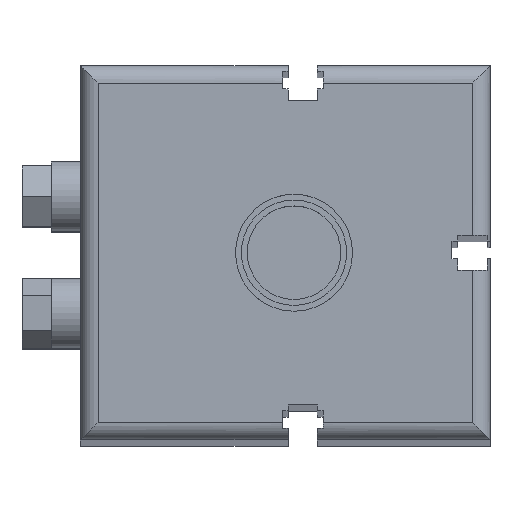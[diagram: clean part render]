
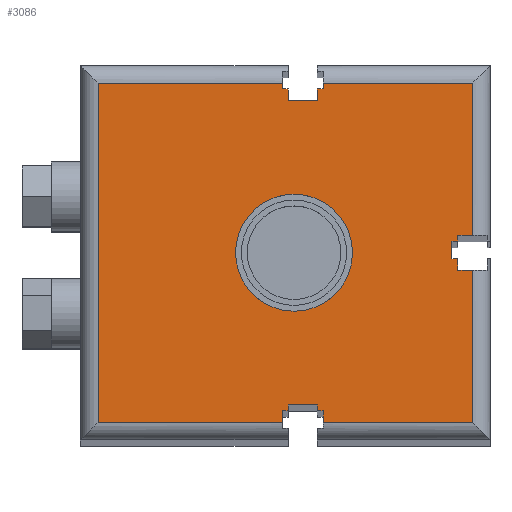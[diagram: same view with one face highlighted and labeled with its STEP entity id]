
A CAD part, top view. The second image highlights one B-rep face of the part: STEP entity #3086.
In plain terms, the highlighted planar face has unit normal (0, 0, 1).
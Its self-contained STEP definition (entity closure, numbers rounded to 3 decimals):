
#56=DIRECTION('',(0.,-1.,0.));
#57=VECTOR('',#56,1.);
#58=CARTESIAN_POINT('',(-2.5,-26.,0.));
#59=LINE('',#58,#57);
#64=DIRECTION('',(-1.,0.,0.));
#65=VECTOR('',#64,1.);
#66=CARTESIAN_POINT('',(-2.5,-27.,0.));
#67=LINE('',#66,#65);
#71=DIRECTION('',(0.,-1.,0.));
#72=VECTOR('',#71,2.);
#73=CARTESIAN_POINT('',(-3.5,-27.,0.));
#74=LINE('',#73,#72);
#78=DIRECTION('',(1.,0.,0.));
#79=VECTOR('',#78,31.5);
#80=CARTESIAN_POINT('',(-35.,-29.,0.));
#81=LINE('',#80,#79);
#85=DIRECTION('',(0.,-1.,0.));
#86=VECTOR('',#85,58.);
#87=CARTESIAN_POINT('',(-35.,29.,0.));
#88=LINE('',#87,#86);
#92=DIRECTION('',(-1.,0.,0.));
#93=VECTOR('',#92,31.5);
#94=CARTESIAN_POINT('',(-3.5,29.,0.));
#95=LINE('',#94,#93);
#99=DIRECTION('',(0.,-1.,0.));
#100=VECTOR('',#99,1.);
#101=CARTESIAN_POINT('',(-3.5,29.,0.));
#102=LINE('',#101,#100);
#106=DIRECTION('',(1.,0.,0.));
#107=VECTOR('',#106,1.);
#108=CARTESIAN_POINT('',(-3.5,28.,0.));
#109=LINE('',#108,#107);
#113=DIRECTION('',(1.,0.,0.));
#114=VECTOR('',#113,1.);
#115=CARTESIAN_POINT('',(2.5,28.,0.));
#116=LINE('',#115,#114);
#120=DIRECTION('',(0.,1.,0.));
#121=VECTOR('',#120,1.);
#122=CARTESIAN_POINT('',(3.5,28.,0.));
#123=LINE('',#122,#121);
#127=DIRECTION('',(-1.,0.,0.));
#128=VECTOR('',#127,25.5);
#129=CARTESIAN_POINT('',(29.,29.,0.));
#130=LINE('',#129,#128);
#134=DIRECTION('',(0.,1.,0.));
#135=VECTOR('',#134,26.);
#136=CARTESIAN_POINT('',(29.,3.,0.));
#137=LINE('',#136,#135);
#141=DIRECTION('',(-1.,0.,0.));
#142=VECTOR('',#141,2.5);
#143=CARTESIAN_POINT('',(29.,3.,0.));
#144=LINE('',#143,#142);
#148=DIRECTION('',(0.,-1.,0.));
#149=VECTOR('',#148,1.);
#150=CARTESIAN_POINT('',(26.5,3.,0.));
#151=LINE('',#150,#149);
#155=DIRECTION('',(-1.,0.,0.));
#156=VECTOR('',#155,1.);
#157=CARTESIAN_POINT('',(26.5,2.,0.));
#158=LINE('',#157,#156);
#162=DIRECTION('',(0.,-1.,0.));
#163=VECTOR('',#162,3.);
#164=CARTESIAN_POINT('',(25.5,2.,0.));
#165=LINE('',#164,#163);
#169=DIRECTION('',(1.,0.,0.));
#170=VECTOR('',#169,1.);
#171=CARTESIAN_POINT('',(25.5,-1.,0.));
#172=LINE('',#171,#170);
#176=DIRECTION('',(0.,1.,0.));
#177=VECTOR('',#176,26.);
#178=CARTESIAN_POINT('',(29.,-29.,0.));
#179=LINE('',#178,#177);
#183=DIRECTION('',(1.,0.,0.));
#184=VECTOR('',#183,25.5);
#185=CARTESIAN_POINT('',(3.5,-29.,0.));
#186=LINE('',#185,#184);
#190=DIRECTION('',(0.,1.,0.));
#191=VECTOR('',#190,2.);
#192=CARTESIAN_POINT('',(3.5,-29.,0.));
#193=LINE('',#192,#191);
#197=DIRECTION('',(-1.,0.,0.));
#198=VECTOR('',#197,1.);
#199=CARTESIAN_POINT('',(3.5,-27.,0.));
#200=LINE('',#199,#198);
#204=DIRECTION('',(0.,1.,0.));
#205=VECTOR('',#204,1.);
#206=CARTESIAN_POINT('',(2.5,-27.,0.));
#207=LINE('',#206,#205);
#211=DIRECTION('',(-1.,0.,0.));
#212=VECTOR('',#211,5.);
#213=CARTESIAN_POINT('',(2.5,-26.,0.));
#214=LINE('',#213,#212);
#218=CARTESIAN_POINT('',(-1.5,0.,0.));
#219=DIRECTION('',(0.,0.,1.));
#220=DIRECTION('',(1.,0.,0.));
#221=AXIS2_PLACEMENT_3D('',#218,#219,#220);
#226=CARTESIAN_POINT('',(-1.5,0.,0.));
#227=DIRECTION('',(0.,0.,1.));
#228=DIRECTION('',(-1.,0.,0.));
#229=AXIS2_PLACEMENT_3D('',#226,#227,#228);
#307=CARTESIAN_POINT('',(29.,-29.,0.));
#868=DIRECTION('',(0.,1.,0.));
#869=VECTOR('',#868,2.);
#870=CARTESIAN_POINT('',(-2.5,26.,0.));
#871=LINE('',#870,#869);
#889=DIRECTION('',(-1.,0.,0.));
#890=VECTOR('',#889,5.);
#891=CARTESIAN_POINT('',(2.5,26.,0.));
#892=LINE('',#891,#890);
#903=DIRECTION('',(0.,-1.,0.));
#904=VECTOR('',#903,2.);
#905=CARTESIAN_POINT('',(2.5,28.,0.));
#906=LINE('',#905,#904);
#1012=DIRECTION('',(-1.,0.,0.));
#1013=VECTOR('',#1012,2.5);
#1014=CARTESIAN_POINT('',(29.,-3.,0.));
#1015=LINE('',#1014,#1013);
#1251=CARTESIAN_POINT('',(29.,29.,0.));
#1305=DIRECTION('',(0.,1.,0.));
#1306=VECTOR('',#1305,2.);
#1307=CARTESIAN_POINT('',(26.5,-3.,0.));
#1308=LINE('',#1307,#1306);
#2617=CARTESIAN_POINT('',(-3.5,29.,0.));
#2618=CARTESIAN_POINT('',(-3.5,28.,0.));
#2619=VERTEX_POINT('',#2617);
#2620=VERTEX_POINT('',#2618);
#2621=CARTESIAN_POINT('',(-2.5,28.,0.));
#2622=VERTEX_POINT('',#2621);
#2623=CARTESIAN_POINT('',(2.5,28.,0.));
#2624=CARTESIAN_POINT('',(3.5,28.,0.));
#2625=VERTEX_POINT('',#2623);
#2626=VERTEX_POINT('',#2624);
#2627=CARTESIAN_POINT('',(3.5,29.,0.));
#2628=VERTEX_POINT('',#2627);
#2665=CARTESIAN_POINT('',(-2.5,26.,0.));
#2667=VERTEX_POINT('',#2665);
#2669=CARTESIAN_POINT('',(2.5,26.,0.));
#2671=VERTEX_POINT('',#2669);
#2673=CARTESIAN_POINT('',(26.5,3.,0.));
#2674=CARTESIAN_POINT('',(26.5,2.,0.));
#2675=VERTEX_POINT('',#2673);
#2676=VERTEX_POINT('',#2674);
#2677=CARTESIAN_POINT('',(25.5,2.,0.));
#2678=VERTEX_POINT('',#2677);
#2679=CARTESIAN_POINT('',(25.5,-1.,0.));
#2680=VERTEX_POINT('',#2679);
#2681=CARTESIAN_POINT('',(26.5,-1.,0.));
#2682=VERTEX_POINT('',#2681);
#2683=CARTESIAN_POINT('',(29.,3.,0.));
#2684=VERTEX_POINT('',#2683);
#2705=CARTESIAN_POINT('',(26.5,-3.,0.));
#2707=VERTEX_POINT('',#2705);
#2727=CARTESIAN_POINT('',(29.,-3.,0.));
#2728=VERTEX_POINT('',#2727);
#2729=CARTESIAN_POINT('',(-2.5,-26.,0.));
#2730=CARTESIAN_POINT('',(-2.5,-27.,0.));
#2731=VERTEX_POINT('',#2729);
#2732=VERTEX_POINT('',#2730);
#2733=CARTESIAN_POINT('',(-3.5,-27.,0.));
#2734=VERTEX_POINT('',#2733);
#2735=CARTESIAN_POINT('',(-3.5,-29.,0.));
#2736=VERTEX_POINT('',#2735);
#2737=CARTESIAN_POINT('',(3.5,-29.,0.));
#2738=CARTESIAN_POINT('',(3.5,-27.,0.));
#2739=VERTEX_POINT('',#2737);
#2740=VERTEX_POINT('',#2738);
#2741=CARTESIAN_POINT('',(2.5,-27.,0.));
#2742=VERTEX_POINT('',#2741);
#2743=CARTESIAN_POINT('',(2.5,-26.,0.));
#2744=VERTEX_POINT('',#2743);
#2785=CARTESIAN_POINT('',(7.5,0.,0.));
#2786=CARTESIAN_POINT('',(-10.5,0.,0.));
#2787=VERTEX_POINT('',#2785);
#2788=VERTEX_POINT('',#2786);
#2813=CARTESIAN_POINT('',(-35.,29.,0.));
#2814=CARTESIAN_POINT('',(-35.,-29.,0.));
#2815=VERTEX_POINT('',#2813);
#2816=VERTEX_POINT('',#2814);
#2833=VERTEX_POINT('',#1251);
#2834=VERTEX_POINT('',#307);
#3017=CARTESIAN_POINT('',(0.,0.,0.));
#3018=DIRECTION('',(0.,0.,1.));
#3019=DIRECTION('',(1.,0.,0.));
#3020=AXIS2_PLACEMENT_3D('',#3017,#3018,#3019);
#3021=PLANE('',#3020);
#3023=ORIENTED_EDGE('',*,*,#3022,.T.);
#3025=ORIENTED_EDGE('',*,*,#3024,.T.);
#3027=ORIENTED_EDGE('',*,*,#3026,.T.);
#3029=ORIENTED_EDGE('',*,*,#3028,.F.);
#3031=ORIENTED_EDGE('',*,*,#3030,.F.);
#3033=ORIENTED_EDGE('',*,*,#3032,.F.);
#3035=ORIENTED_EDGE('',*,*,#3034,.T.);
#3037=ORIENTED_EDGE('',*,*,#3036,.T.);
#3039=ORIENTED_EDGE('',*,*,#3038,.F.);
#3041=ORIENTED_EDGE('',*,*,#3040,.F.);
#3043=ORIENTED_EDGE('',*,*,#3042,.F.);
#3045=ORIENTED_EDGE('',*,*,#3044,.T.);
#3047=ORIENTED_EDGE('',*,*,#3046,.T.);
#3049=ORIENTED_EDGE('',*,*,#3048,.F.);
#3051=ORIENTED_EDGE('',*,*,#3050,.F.);
#3053=ORIENTED_EDGE('',*,*,#3052,.T.);
#3055=ORIENTED_EDGE('',*,*,#3054,.T.);
#3057=ORIENTED_EDGE('',*,*,#3056,.T.);
#3059=ORIENTED_EDGE('',*,*,#3058,.T.);
#3061=ORIENTED_EDGE('',*,*,#3060,.T.);
#3063=ORIENTED_EDGE('',*,*,#3062,.F.);
#3065=ORIENTED_EDGE('',*,*,#3064,.F.);
#3067=ORIENTED_EDGE('',*,*,#3066,.F.);
#3069=ORIENTED_EDGE('',*,*,#3068,.F.);
#3071=ORIENTED_EDGE('',*,*,#3070,.T.);
#3073=ORIENTED_EDGE('',*,*,#3072,.T.);
#3075=ORIENTED_EDGE('',*,*,#3074,.T.);
#3077=ORIENTED_EDGE('',*,*,#3076,.T.);
#3078=EDGE_LOOP('',(#3023,#3025,#3027,#3029,#3031,#3033,#3035,#3037,#3039,#3041,
#3043,#3045,#3047,#3049,#3051,#3053,#3055,#3057,#3059,#3061,#3063,#3065,#3067,
#3069,#3071,#3073,#3075,#3077));
#3079=FACE_OUTER_BOUND('',#3078,.F.);
#3081=ORIENTED_EDGE('',*,*,#3080,.T.);
#3083=ORIENTED_EDGE('',*,*,#3082,.T.);
#3084=EDGE_LOOP('',(#3081,#3083));
#3085=FACE_BOUND('',#3084,.F.);
#3086=ADVANCED_FACE('',(#3079,#3085),#3021,.T.);
#222=CIRCLE('',#221,9.);
#230=CIRCLE('',#229,9.);
#3022=EDGE_CURVE('',#2731,#2732,#59,.T.);
#3024=EDGE_CURVE('',#2732,#2734,#67,.T.);
#3026=EDGE_CURVE('',#2734,#2736,#74,.T.);
#3028=EDGE_CURVE('',#2816,#2736,#81,.T.);
#3030=EDGE_CURVE('',#2815,#2816,#88,.T.);
#3032=EDGE_CURVE('',#2619,#2815,#95,.T.);
#3034=EDGE_CURVE('',#2619,#2620,#102,.T.);
#3036=EDGE_CURVE('',#2620,#2622,#109,.T.);
#3038=EDGE_CURVE('',#2667,#2622,#871,.T.);
#3040=EDGE_CURVE('',#2671,#2667,#892,.T.);
#3042=EDGE_CURVE('',#2625,#2671,#906,.T.);
#3044=EDGE_CURVE('',#2625,#2626,#116,.T.);
#3046=EDGE_CURVE('',#2626,#2628,#123,.T.);
#3048=EDGE_CURVE('',#2833,#2628,#130,.T.);
#3050=EDGE_CURVE('',#2684,#2833,#137,.T.);
#3052=EDGE_CURVE('',#2684,#2675,#144,.T.);
#3054=EDGE_CURVE('',#2675,#2676,#151,.T.);
#3056=EDGE_CURVE('',#2676,#2678,#158,.T.);
#3058=EDGE_CURVE('',#2678,#2680,#165,.T.);
#3060=EDGE_CURVE('',#2680,#2682,#172,.T.);
#3062=EDGE_CURVE('',#2707,#2682,#1308,.T.);
#3064=EDGE_CURVE('',#2728,#2707,#1015,.T.);
#3066=EDGE_CURVE('',#2834,#2728,#179,.T.);
#3068=EDGE_CURVE('',#2739,#2834,#186,.T.);
#3070=EDGE_CURVE('',#2739,#2740,#193,.T.);
#3072=EDGE_CURVE('',#2740,#2742,#200,.T.);
#3074=EDGE_CURVE('',#2742,#2744,#207,.T.);
#3076=EDGE_CURVE('',#2744,#2731,#214,.T.);
#3080=EDGE_CURVE('',#2787,#2788,#222,.T.);
#3082=EDGE_CURVE('',#2788,#2787,#230,.T.);
